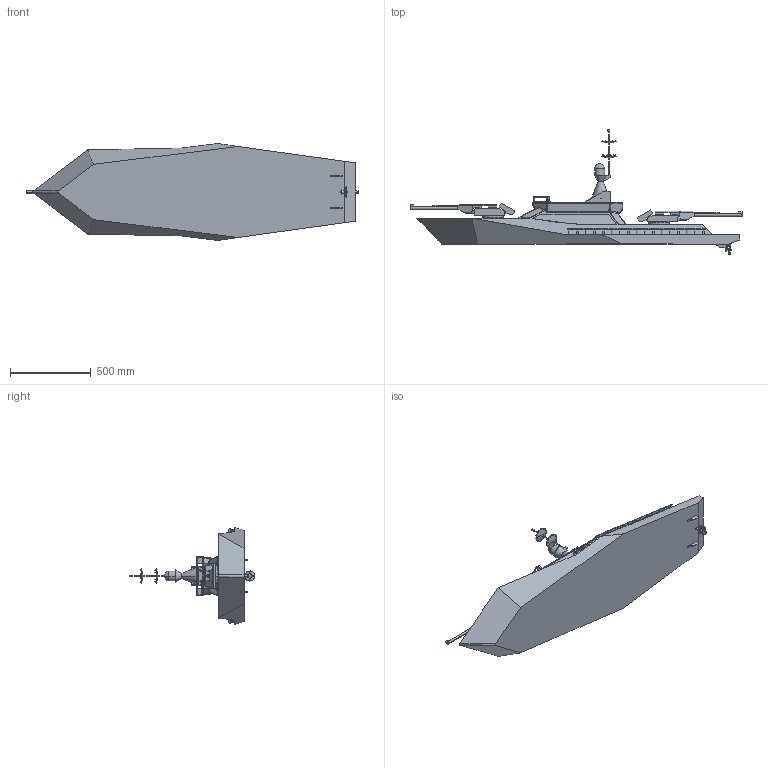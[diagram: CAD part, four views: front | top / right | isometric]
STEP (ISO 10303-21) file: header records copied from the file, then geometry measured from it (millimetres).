
FILE_DESCRIPTION(('FreeCAD Model'),'2;1');
FILE_NAME('Open CASCADE Shape Model','2025-05-05T03:54:27',('FreeCAD'),( 'FreeCAD'),'Open CASCADE STEP processor 7.6','FreeCAD','Unknown');
FILE_SCHEMA(('AUTOMOTIVE_DESIGN { 1 0 10303 214 1 1 1 1 }'));
Products named in the file (1): Open CASCADE STEP translator 7.6 1
Bounding box: 2058.3 x 778.72 x 600.5 mm (x, y, z)
Volume: 40039172.6 mm3; surface area: 5382285.5 mm2
Topology: 34 solids, 34 shells, 1566 faces, 4350 edges, 2593 vertices
Faces by surface type: bspline 1566
Entity records: 64613 total; most frequent: CARTESIAN_POINT 42458, ORIENTED_EDGE 7576, EDGE_CURVE 3788, VERTEX_POINT 2593, FACE_BOUND 1988, EDGE_LOOP 1988, B_SPLINE_CURVE_WITH_KNOTS 1950, ADVANCED_FACE 1566
